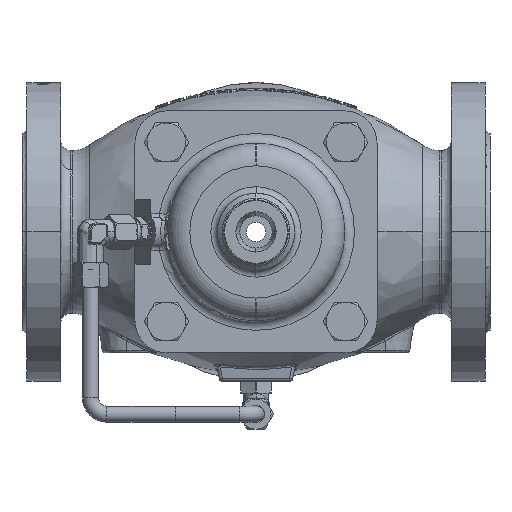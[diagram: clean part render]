
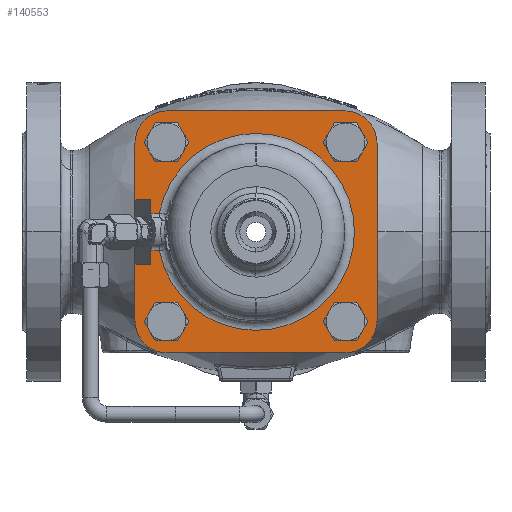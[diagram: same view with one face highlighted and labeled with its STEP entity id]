
A CAD part, front view. The second image highlights one B-rep face of the part: STEP entity #140553.
In plain terms, the highlighted planar face has unit normal (0, -1, 0).
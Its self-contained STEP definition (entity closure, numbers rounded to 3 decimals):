
#131628=DIRECTION('',(0.,0.,1.));
#131629=VECTOR('',#131628,9.815);
#131630=CARTESIAN_POINT('',(20.,131.,65.185));
#131631=LINE('',#131630,#131629);
#131632=DIRECTION('',(1.,0.,0.));
#131633=VECTOR('',#131632,35.);
#131634=CARTESIAN_POINT('',(20.,131.,75.));
#131635=LINE('',#131634,#131633);
#131636=CARTESIAN_POINT('',(55.,131.,55.));
#131637=DIRECTION('',(0.,1.,0.));
#131638=DIRECTION('',(0.,0.,1.));
#131639=AXIS2_PLACEMENT_3D('',#131636,#131637,#131638);
#131641=DIRECTION('',(0.,0.,-1.));
#131642=VECTOR('',#131641,110.);
#131643=CARTESIAN_POINT('',(75.,131.,55.));
#131644=LINE('',#131643,#131642);
#131645=CARTESIAN_POINT('',(55.,131.,-55.));
#131646=DIRECTION('',(0.,1.,0.));
#131647=DIRECTION('',(1.,0.,0.));
#131648=AXIS2_PLACEMENT_3D('',#131645,#131646,#131647);
#131650=DIRECTION('',(-1.,0.,0.));
#131651=VECTOR('',#131650,110.);
#131652=CARTESIAN_POINT('',(55.,131.,-75.));
#131653=LINE('',#131652,#131651);
#131654=CARTESIAN_POINT('',(-55.,131.,-55.));
#131655=DIRECTION('',(0.,1.,0.));
#131656=DIRECTION('',(0.,0.,-1.));
#131657=AXIS2_PLACEMENT_3D('',#131654,#131655,#131656);
#131659=DIRECTION('',(0.,0.,1.));
#131660=VECTOR('',#131659,110.);
#131661=CARTESIAN_POINT('',(-75.,131.,-55.));
#131662=LINE('',#131661,#131660);
#131663=CARTESIAN_POINT('',(-55.,131.,55.));
#131664=DIRECTION('',(0.,1.,0.));
#131665=DIRECTION('',(-1.,0.,0.));
#131666=AXIS2_PLACEMENT_3D('',#131663,#131664,#131665);
#131668=DIRECTION('',(1.,0.,0.));
#131669=VECTOR('',#131668,35.);
#131670=CARTESIAN_POINT('',(-55.,131.,75.));
#131671=LINE('',#131670,#131669);
#131672=CARTESIAN_POINT('',(0.,131.,0.));
#131673=DIRECTION('',(0.,-1.,0.));
#131674=DIRECTION('',(-0.19,0.,0.982));
#131675=AXIS2_PLACEMENT_3D('',#131672,#131673,#131674);
#131677=CARTESIAN_POINT('',(0.,131.,0.));
#131678=DIRECTION('',(0.,-1.,0.));
#131679=DIRECTION('',(-1.,0.,0.007));
#131680=AXIS2_PLACEMENT_3D('',#131677,#131678,#131679);
#131682=CARTESIAN_POINT('',(0.,131.,0.));
#131683=DIRECTION('',(0.,-1.,0.));
#131684=DIRECTION('',(1.,0.,-0.007));
#131685=AXIS2_PLACEMENT_3D('',#131682,#131683,#131684);
#131687=CARTESIAN_POINT('',(55.508,131.,55.508));
#131688=DIRECTION('',(0.,-1.,0.));
#131689=DIRECTION('',(0.,0.,1.));
#131690=AXIS2_PLACEMENT_3D('',#131687,#131688,#131689);
#131692=CARTESIAN_POINT('',(55.508,131.,55.508));
#131693=DIRECTION('',(0.,-1.,0.));
#131694=DIRECTION('',(0.,0.,-1.));
#131695=AXIS2_PLACEMENT_3D('',#131692,#131693,#131694);
#131697=CARTESIAN_POINT('',(-55.508,131.,55.508));
#131698=DIRECTION('',(0.,-1.,0.));
#131699=DIRECTION('',(-1.,0.,0.));
#131700=AXIS2_PLACEMENT_3D('',#131697,#131698,#131699);
#131702=CARTESIAN_POINT('',(-55.508,131.,55.508));
#131703=DIRECTION('',(0.,-1.,0.));
#131704=DIRECTION('',(1.,0.,0.));
#131705=AXIS2_PLACEMENT_3D('',#131702,#131703,#131704);
#131707=CARTESIAN_POINT('',(-55.508,131.,-55.508));
#131708=DIRECTION('',(0.,-1.,0.));
#131709=DIRECTION('',(0.,0.,-1.));
#131710=AXIS2_PLACEMENT_3D('',#131707,#131708,#131709);
#131712=CARTESIAN_POINT('',(-55.508,131.,-55.508));
#131713=DIRECTION('',(0.,-1.,0.));
#131714=DIRECTION('',(0.,0.,1.));
#131715=AXIS2_PLACEMENT_3D('',#131712,#131713,#131714);
#131717=CARTESIAN_POINT('',(55.508,131.,-55.508));
#131718=DIRECTION('',(0.,-1.,0.));
#131719=DIRECTION('',(1.,0.,0.));
#131720=AXIS2_PLACEMENT_3D('',#131717,#131718,#131719);
#131722=CARTESIAN_POINT('',(55.508,131.,-55.508));
#131723=DIRECTION('',(0.,-1.,0.));
#131724=DIRECTION('',(-1.,0.,0.));
#131725=AXIS2_PLACEMENT_3D('',#131722,#131723,#131724);
#131727=DIRECTION('',(0.,0.,-1.));
#131728=VECTOR('',#131727,5.302);
#131729=CARTESIAN_POINT('',(11.619,131.,65.185));
#131730=LINE('',#131729,#131728);
#131788=DIRECTION('',(0.,0.,1.));
#131789=VECTOR('',#131788,5.302);
#131790=CARTESIAN_POINT('',(-11.619,131.,
59.883));
#131791=LINE('',#131790,#131789);
#131824=DIRECTION('',(-1.,0.,0.));
#131825=VECTOR('',#131824,8.381);
#131826=CARTESIAN_POINT('',(20.,131.,65.185));
#131827=LINE('',#131826,#131825);
#131850=DIRECTION('',(-1.,0.,0.));
#131851=VECTOR('',#131850,8.381);
#131852=CARTESIAN_POINT('',(-11.619,131.,65.185));
#131853=LINE('',#131852,#131851);
#131864=DIRECTION('',(0.,0.,1.));
#131865=VECTOR('',#131864,9.815);
#131866=CARTESIAN_POINT('',(-20.,131.,65.185));
#131867=LINE('',#131866,#131865);
#138868=CARTESIAN_POINT('',(60.998,131.,-0.432));
#138869=CARTESIAN_POINT('',(11.619,131.,59.883));
#138870=VERTEX_POINT('',#138868);
#138871=VERTEX_POINT('',#138869);
#138872=CARTESIAN_POINT('',(-60.998,131.,0.432));
#138873=VERTEX_POINT('',#138872);
#138874=CARTESIAN_POINT('',(-11.619,131.,59.883));
#138875=VERTEX_POINT('',#138874);
#138876=CARTESIAN_POINT('',(11.619,131.,65.185));
#138877=VERTEX_POINT('',#138876);
#138878=CARTESIAN_POINT('',(20.,131.,65.185));
#138879=VERTEX_POINT('',#138878);
#138880=CARTESIAN_POINT('',(20.,131.,75.));
#138881=VERTEX_POINT('',#138880);
#138882=CARTESIAN_POINT('',(55.,131.,75.));
#138883=VERTEX_POINT('',#138882);
#138884=CARTESIAN_POINT('',(75.,131.,55.));
#138885=VERTEX_POINT('',#138884);
#138886=CARTESIAN_POINT('',(75.,131.,-55.));
#138887=VERTEX_POINT('',#138886);
#138888=CARTESIAN_POINT('',(55.,131.,-75.));
#138889=VERTEX_POINT('',#138888);
#138890=CARTESIAN_POINT('',(-55.,131.,-75.));
#138891=VERTEX_POINT('',#138890);
#138892=CARTESIAN_POINT('',(-75.,131.,-55.));
#138893=VERTEX_POINT('',#138892);
#138894=CARTESIAN_POINT('',(-75.,131.,55.));
#138895=VERTEX_POINT('',#138894);
#138896=CARTESIAN_POINT('',(-55.,131.,75.));
#138897=VERTEX_POINT('',#138896);
#138898=CARTESIAN_POINT('',(-20.,131.,75.));
#138899=VERTEX_POINT('',#138898);
#138900=CARTESIAN_POINT('',(-20.,131.,65.185));
#138901=VERTEX_POINT('',#138900);
#138902=CARTESIAN_POINT('',(-11.619,131.,65.185));
#138903=VERTEX_POINT('',#138902);
#138904=CARTESIAN_POINT('',(55.508,131.,64.508));
#138905=CARTESIAN_POINT('',(55.508,131.,46.508));
#138906=VERTEX_POINT('',#138904);
#138907=VERTEX_POINT('',#138905);
#138908=CARTESIAN_POINT('',(-64.508,131.,55.508));
#138909=CARTESIAN_POINT('',(-46.508,131.,55.508));
#138910=VERTEX_POINT('',#138908);
#138911=VERTEX_POINT('',#138909);
#138912=CARTESIAN_POINT('',(-55.508,131.,-64.508));
#138913=CARTESIAN_POINT('',(-55.508,131.,-46.508));
#138914=VERTEX_POINT('',#138912);
#138915=VERTEX_POINT('',#138913);
#138916=CARTESIAN_POINT('',(64.508,131.,-55.508));
#138917=CARTESIAN_POINT('',(46.508,131.,-55.508));
#138918=VERTEX_POINT('',#138916);
#138919=VERTEX_POINT('',#138917);
#140489=CARTESIAN_POINT('',(0.,131.,0.));
#140490=DIRECTION('',(0.,-1.,0.));
#140491=DIRECTION('',(-1.,0.,0.));
#140492=AXIS2_PLACEMENT_3D('',#140489,#140490,#140491);
#140493=PLANE('',#140492);
#140495=ORIENTED_EDGE('',*,*,#140494,.F.);
#140497=ORIENTED_EDGE('',*,*,#140496,.F.);
#140499=ORIENTED_EDGE('',*,*,#140498,.T.);
#140501=ORIENTED_EDGE('',*,*,#140500,.T.);
#140503=ORIENTED_EDGE('',*,*,#140502,.T.);
#140505=ORIENTED_EDGE('',*,*,#140504,.T.);
#140507=ORIENTED_EDGE('',*,*,#140506,.T.);
#140509=ORIENTED_EDGE('',*,*,#140508,.T.);
#140511=ORIENTED_EDGE('',*,*,#140510,.T.);
#140513=ORIENTED_EDGE('',*,*,#140512,.T.);
#140515=ORIENTED_EDGE('',*,*,#140514,.T.);
#140517=ORIENTED_EDGE('',*,*,#140516,.T.);
#140519=ORIENTED_EDGE('',*,*,#140518,.F.);
#140521=ORIENTED_EDGE('',*,*,#140520,.F.);
#140523=ORIENTED_EDGE('',*,*,#140522,.F.);
#140524=ORIENTED_EDGE('',*,*,#140475,.T.);
#140525=ORIENTED_EDGE('',*,*,#140473,.T.);
#140526=ORIENTED_EDGE('',*,*,#140471,.T.);
#140527=EDGE_LOOP('',(#140495,#140497,#140499,#140501,#140503,#140505,#140507,
#140509,#140511,#140513,#140515,#140517,#140519,#140521,#140523,#140524,#140525,
#140526));
#140528=FACE_OUTER_BOUND('',#140527,.F.);
#140530=ORIENTED_EDGE('',*,*,#140529,.T.);
#140532=ORIENTED_EDGE('',*,*,#140531,.T.);
#140533=EDGE_LOOP('',(#140530,#140532));
#140534=FACE_BOUND('',#140533,.F.);
#140536=ORIENTED_EDGE('',*,*,#140535,.T.);
#140538=ORIENTED_EDGE('',*,*,#140537,.T.);
#140539=EDGE_LOOP('',(#140536,#140538));
#140540=FACE_BOUND('',#140539,.F.);
#140542=ORIENTED_EDGE('',*,*,#140541,.T.);
#140544=ORIENTED_EDGE('',*,*,#140543,.T.);
#140545=EDGE_LOOP('',(#140542,#140544));
#140546=FACE_BOUND('',#140545,.F.);
#140548=ORIENTED_EDGE('',*,*,#140547,.T.);
#140550=ORIENTED_EDGE('',*,*,#140549,.T.);
#140551=EDGE_LOOP('',(#140548,#140550));
#140552=FACE_BOUND('',#140551,.F.);
#140553=ADVANCED_FACE('',(#140528,#140534,#140540,#140546,#140552),#140493,.T.);
#131640=CIRCLE('',#131639,20.);
#131649=CIRCLE('',#131648,20.);
#131658=CIRCLE('',#131657,20.);
#131667=CIRCLE('',#131666,20.);
#131676=CIRCLE('',#131675,61.);
#131681=CIRCLE('',#131680,61.);
#131686=CIRCLE('',#131685,61.);
#131691=CIRCLE('',#131690,9.);
#131696=CIRCLE('',#131695,9.);
#131701=CIRCLE('',#131700,9.);
#131706=CIRCLE('',#131705,9.);
#131711=CIRCLE('',#131710,9.);
#131716=CIRCLE('',#131715,9.);
#131721=CIRCLE('',#131720,9.);
#131726=CIRCLE('',#131725,9.);
#140471=EDGE_CURVE('',#138870,#138871,#131686,.T.);
#140473=EDGE_CURVE('',#138873,#138870,#131681,.T.);
#140475=EDGE_CURVE('',#138875,#138873,#131676,.T.);
#140494=EDGE_CURVE('',#138877,#138871,#131730,.T.);
#140496=EDGE_CURVE('',#138879,#138877,#131827,.T.);
#140498=EDGE_CURVE('',#138879,#138881,#131631,.T.);
#140500=EDGE_CURVE('',#138881,#138883,#131635,.T.);
#140502=EDGE_CURVE('',#138883,#138885,#131640,.T.);
#140504=EDGE_CURVE('',#138885,#138887,#131644,.T.);
#140506=EDGE_CURVE('',#138887,#138889,#131649,.T.);
#140508=EDGE_CURVE('',#138889,#138891,#131653,.T.);
#140510=EDGE_CURVE('',#138891,#138893,#131658,.T.);
#140512=EDGE_CURVE('',#138893,#138895,#131662,.T.);
#140514=EDGE_CURVE('',#138895,#138897,#131667,.T.);
#140516=EDGE_CURVE('',#138897,#138899,#131671,.T.);
#140518=EDGE_CURVE('',#138901,#138899,#131867,.T.);
#140520=EDGE_CURVE('',#138903,#138901,#131853,.T.);
#140522=EDGE_CURVE('',#138875,#138903,#131791,.T.);
#140529=EDGE_CURVE('',#138906,#138907,#131691,.T.);
#140531=EDGE_CURVE('',#138907,#138906,#131696,.T.);
#140535=EDGE_CURVE('',#138910,#138911,#131701,.T.);
#140537=EDGE_CURVE('',#138911,#138910,#131706,.T.);
#140541=EDGE_CURVE('',#138914,#138915,#131711,.T.);
#140543=EDGE_CURVE('',#138915,#138914,#131716,.T.);
#140547=EDGE_CURVE('',#138918,#138919,#131721,.T.);
#140549=EDGE_CURVE('',#138919,#138918,#131726,.T.);
